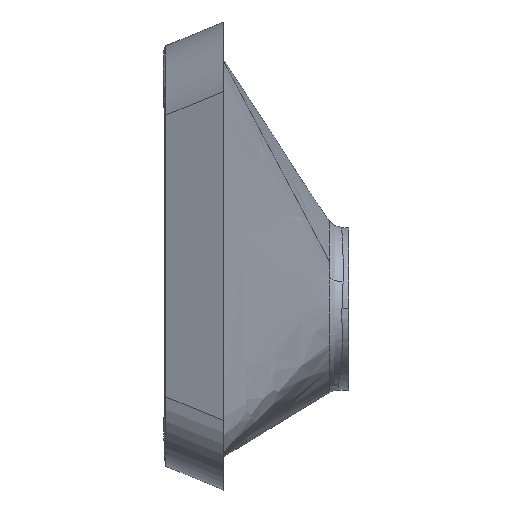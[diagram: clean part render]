
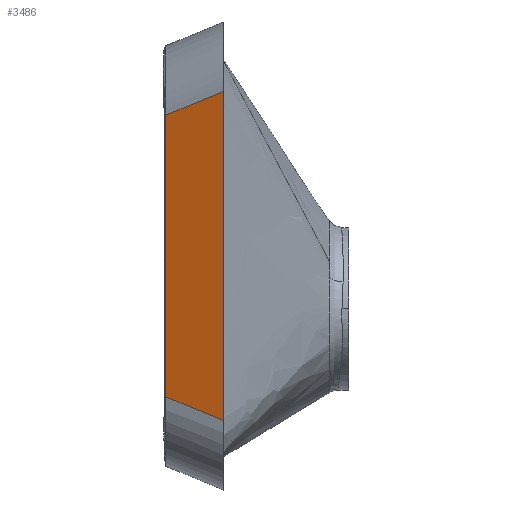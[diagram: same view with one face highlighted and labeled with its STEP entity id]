
A CAD part, left-side view. The second image highlights one B-rep face of the part: STEP entity #3486.
In plain terms, the highlighted planar face has unit normal (-0.92, 0.393, 0).
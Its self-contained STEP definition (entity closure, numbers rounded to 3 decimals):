
#616 = VECTOR ( 'NONE', #5644, 1000. ) ;
#733 = AXIS2_PLACEMENT_3D ( 'NONE', #4501, #2495, #4691 ) ;
#1198 = VECTOR ( 'NONE', #6729, 1000. ) ;
#1497 = EDGE_CURVE ( 'NONE', #3507, #1935, #1881, .T. ) ;
#1690 = EDGE_CURVE ( 'NONE', #1935, #5277, #3284, .T. ) ;
#1881 = LINE ( 'NONE', #2500, #1198 ) ;
#1935 = VERTEX_POINT ( 'NONE', #6133 ) ;
#2162 = ORIENTED_EDGE ( 'NONE', *, *, #4838, .T. ) ;
#2391 = ORIENTED_EDGE ( 'NONE', *, *, #2670, .T. ) ;
#2495 = DIRECTION ( 'NONE',  ( -0.92, 0.393, 0. ) ) ;
#2500 = CARTESIAN_POINT ( 'NONE',  ( -220., -41., 155. ) ) ;
#2664 = VECTOR ( 'NONE', #3396, 1000. ) ;
#2670 = EDGE_CURVE ( 'NONE', #5277, #5328, #4620, .T. ) ;
#2694 = EDGE_LOOP ( 'NONE', ( #4255, #2391, #2162, #4190 ) ) ;
#3084 = CARTESIAN_POINT ( 'NONE',  ( -220., -41., -109.011 ) ) ;
#3284 = LINE ( 'NONE', #4042, #616 ) ;
#3396 = DIRECTION ( 'NONE',  ( -0.367, -0.859, -0.356 ) ) ;
#3486 = ADVANCED_FACE ( 'NONE', ( #4336 ), #3959, .T. ) ;
#3507 = VERTEX_POINT ( 'NONE', #3084 ) ;
#3959 = PLANE ( 'NONE',  #733 ) ;
#4042 = CARTESIAN_POINT ( 'NONE',  ( -163.23, 92.005, 53.863 ) ) ;
#4090 = LINE ( 'NONE', #6072, #2664 ) ;
#4190 = ORIENTED_EDGE ( 'NONE', *, *, #1497, .T. ) ;
#4255 = ORIENTED_EDGE ( 'NONE', *, *, #1690, .T. ) ;
#4336 = FACE_OUTER_BOUND ( 'NONE', #2694, .T. ) ;
#4344 = CARTESIAN_POINT ( 'NONE',  ( -203.78, -3., 0. ) ) ;
#4501 = CARTESIAN_POINT ( 'NONE',  ( -171.293, 73.113, 0. ) ) ;
#4620 = LINE ( 'NONE', #4344, #5721 ) ;
#4691 = DIRECTION ( 'NONE',  ( -0.393, -0.92, 0. ) ) ;
#4838 = EDGE_CURVE ( 'NONE', #5328, #3507, #4090, .T. ) ;
#5083 = CARTESIAN_POINT ( 'NONE',  ( -203.78, -3., -93.255 ) ) ;
#5277 = VERTEX_POINT ( 'NONE', #5457 ) ;
#5328 = VERTEX_POINT ( 'NONE', #5083 ) ;
#5457 = CARTESIAN_POINT ( 'NONE',  ( -203.78, -3., 93.255 ) ) ;
#5644 = DIRECTION ( 'NONE',  ( 0.367, 0.859, -0.356 ) ) ;
#5721 = VECTOR ( 'NONE', #6569, 1000. ) ;
#6072 = CARTESIAN_POINT ( 'NONE',  ( -163.23, 92.005, -53.863 ) ) ;
#6133 = CARTESIAN_POINT ( 'NONE',  ( -220., -41., 109.011 ) ) ;
#6569 = DIRECTION ( 'NONE',  ( 0., 0., -1. ) ) ;
#6729 = DIRECTION ( 'NONE',  ( 0., 0., 1. ) ) ;
